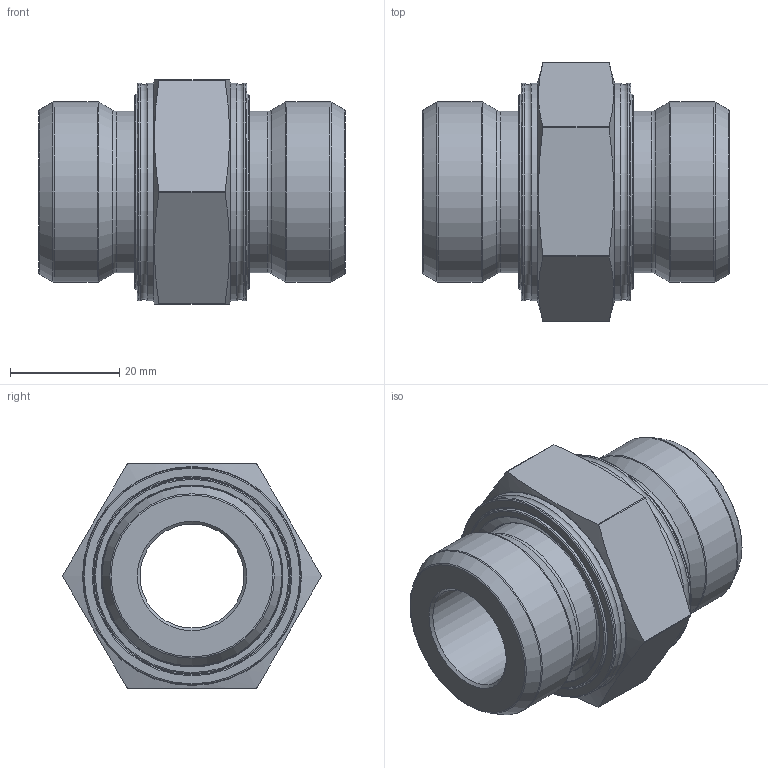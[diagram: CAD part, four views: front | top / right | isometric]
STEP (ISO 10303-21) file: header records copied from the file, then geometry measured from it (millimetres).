
FILE_DESCRIPTION(/* description */ (''),/* implementation_level */ '2;1');
FILE_NAME(/* name */ 'DUM25.stp',/* time_stamp */ '2025-01-08T13:38:49+01:00',/* author */ (''),/* organization */ (''),/* preprocessor_version */ 'ST-DEVELOPER v16',/* originating_system */ 'SIEMENS PLM Software NX 10.0',/* authorisation */ '');
FILE_SCHEMA (('CONFIG_CONTROL_DESIGN'));
Length unit declared in the file: millimetre
Products named in the file (2): X-UR-25; X-DUM25
Assembly tree (2 placements, depth 2):
  X-DUM25
    X-UR-25  x2
Bounding box: 56 x 47.28 x 41 mm (x, y, z)
Volume: 40193.1 mm3; surface area: 14581.8 mm2
Topology: 3 solids, 3 shells, 71 faces, 156 edges, 97 vertices
Faces by surface type: torus 22, cylinder 21, plane 18, cone 10
Full cylindrical faces by diameter (mm): 19 x1, 29.5 x2, 29.7 x2, 33 x2, 35.7 x2, 36.045 x2, 39.8 x4
Entity records: 1774 total; most frequent: CARTESIAN_POINT 419, DIRECTION 240, ORIENTED_EDGE 170, AXIS2_PLACEMENT_3D 114, EDGE_LOOP 112, FACE_BOUND 100, EDGE_CURVE 85, VERTEX_POINT 73
